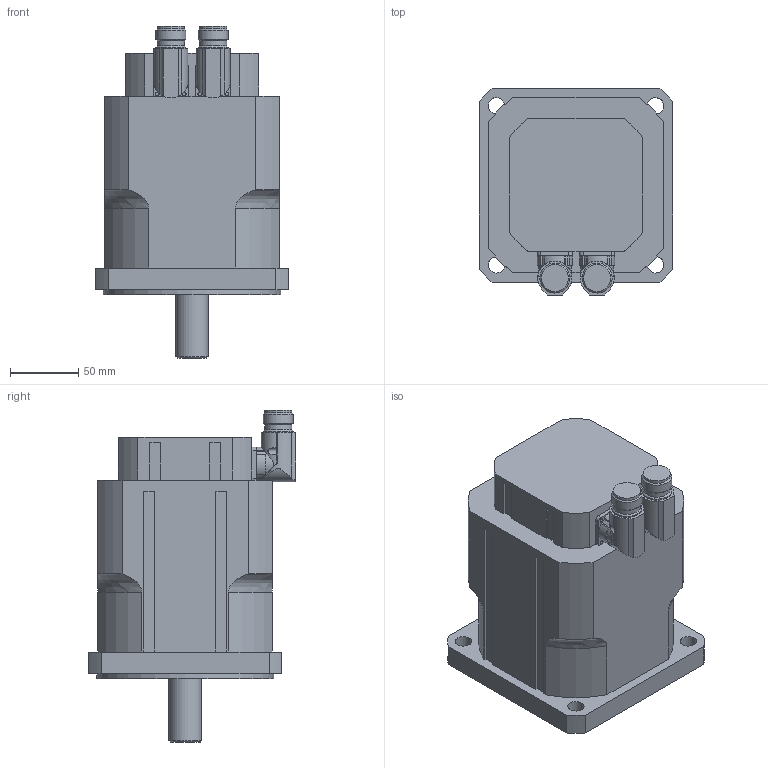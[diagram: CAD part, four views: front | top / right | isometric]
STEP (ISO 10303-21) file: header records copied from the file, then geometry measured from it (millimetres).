
FILE_DESCRIPTION((''),'2;1');
FILE_NAME('N5075 00 Z_1600_S2.stp','2010-02-01T13:25:09',('oslejsek'),(''),'Autodesk Inventor 10','Autodesk Inventor 10','');
FILE_SCHEMA(('AUTOMOTIVE_DESIGN { 1 0 10303 214 1 1 1 1 }'));
Length unit declared in the file: millimetre
Products named in the file (3): N5075 00 Z_1600_S2; N5075 00_1600; Konektor zahnuty neotocny
Assembly tree (3 placements, depth 2):
  N5075 00 Z_1600_S2
    N5075 00_1600
    Konektor zahnuty neotocny  x2
Bounding box: 142 x 152 x 243.5 mm (x, y, z)
Volume: 2641549.7 mm3; surface area: 146532.8 mm2
Topology: 3 solids, 3 shells, 222 faces, 609 edges, 404 vertices
Faces by surface type: cylinder 105, plane 93, bspline 13, cone 7, torus 4
Full cylindrical faces by diameter (mm): 2.7 x8, 20 x6, 22 x4, 24 x1, 52 x1, 130 x1
Entity records: 5617 total; most frequent: CARTESIAN_POINT 1687, DIRECTION 807, ORIENTED_EDGE 780, EDGE_CURVE 390, AXIS2_PLACEMENT_3D 296, VERTEX_POINT 274, VECTOR 215, LINE 215
